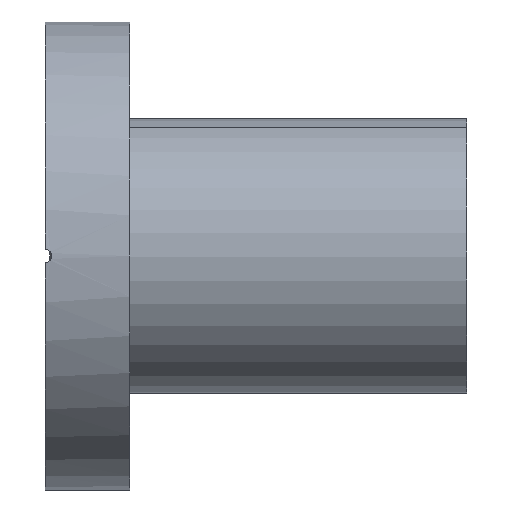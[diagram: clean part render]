
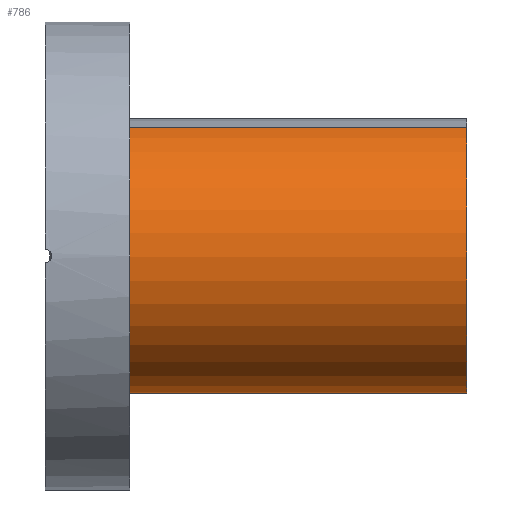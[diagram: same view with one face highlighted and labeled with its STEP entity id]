
A CAD part, left-side view. The second image highlights one B-rep face of the part: STEP entity #786.
In plain terms, the highlighted cylindrical face has radius 20.55 mm (diameter 41.1 mm), a partial arc.
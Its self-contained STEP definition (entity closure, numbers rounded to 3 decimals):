
#20 = CIRCLE ( 'NONE', #545, 20.55 ) ;
#51 = CARTESIAN_POINT ( 'NONE',  ( 0., 0., 0. ) ) ;
#67 = CARTESIAN_POINT ( 'NONE',  ( 0., 58.3, 0. ) ) ;
#81 = AXIS2_PLACEMENT_3D ( 'NONE', #51, #851, #169 ) ;
#135 = EDGE_CURVE ( 'NONE', #806, #611, #1150, .T. ) ;
#169 = DIRECTION ( 'NONE',  ( 0., 0., 1. ) ) ;
#176 = VECTOR ( 'NONE', #679, 1000. ) ;
#187 = DIRECTION ( 'NONE',  ( 0., -1., 0. ) ) ;
#291 = CARTESIAN_POINT ( 'NONE',  ( 0., 58.3, 0. ) ) ;
#296 = CARTESIAN_POINT ( 'NONE',  ( 0., 58.3, 20.55 ) ) ;
#302 = CARTESIAN_POINT ( 'NONE',  ( 0., 0., 20.55 ) ) ;
#328 = FACE_OUTER_BOUND ( 'NONE', #658, .T. ) ;
#379 = ORIENTED_EDGE ( 'NONE', *, *, #1288, .T. ) ;
#403 = DIRECTION ( 'NONE',  ( 0., 0., 1. ) ) ;
#442 = CARTESIAN_POINT ( 'NONE',  ( 0., 58.3, -20.55 ) ) ;
#518 = CARTESIAN_POINT ( 'NONE',  ( 0., 58.3, -20.55 ) ) ;
#545 = AXIS2_PLACEMENT_3D ( 'NONE', #291, #1083, #403 ) ;
#566 = VERTEX_POINT ( 'NONE', #296 ) ;
#586 = ORIENTED_EDGE ( 'NONE', *, *, #771, .F. ) ;
#611 = VERTEX_POINT ( 'NONE', #1129 ) ;
#658 = EDGE_LOOP ( 'NONE', ( #586, #1115, #379, #1414 ) ) ;
#679 = DIRECTION ( 'NONE',  ( 0., -1., 0. ) ) ;
#752 = DIRECTION ( 'NONE',  ( 0., 0., -1. ) ) ;
#771 = EDGE_CURVE ( 'NONE', #566, #806, #20, .T. ) ;
#786 = ADVANCED_FACE ( 'NONE', ( #328 ), #852, .T. ) ;
#806 = VERTEX_POINT ( 'NONE', #518 ) ;
#826 = VECTOR ( 'NONE', #1208, 1000. ) ;
#851 = DIRECTION ( 'NONE',  ( 0., 1., 0. ) ) ;
#852 = CYLINDRICAL_SURFACE ( 'NONE', #928, 20.55 ) ;
#928 = AXIS2_PLACEMENT_3D ( 'NONE', #67, #187, #752 ) ;
#1063 = EDGE_CURVE ( 'NONE', #566, #1429, #1118, .T. ) ;
#1083 = DIRECTION ( 'NONE',  ( 0., 1., 0. ) ) ;
#1094 = CARTESIAN_POINT ( 'NONE',  ( 0., 58.3, 20.55 ) ) ;
#1115 = ORIENTED_EDGE ( 'NONE', *, *, #1063, .T. ) ;
#1118 = LINE ( 'NONE', #1094, #826 ) ;
#1129 = CARTESIAN_POINT ( 'NONE',  ( 0., 0., -20.55 ) ) ;
#1150 = LINE ( 'NONE', #442, #176 ) ;
#1208 = DIRECTION ( 'NONE',  ( 0., -1., 0. ) ) ;
#1288 = EDGE_CURVE ( 'NONE', #1429, #611, #1431, .T. ) ;
#1414 = ORIENTED_EDGE ( 'NONE', *, *, #135, .F. ) ;
#1429 = VERTEX_POINT ( 'NONE', #302 ) ;
#1431 = CIRCLE ( 'NONE', #81, 20.55 ) ;
